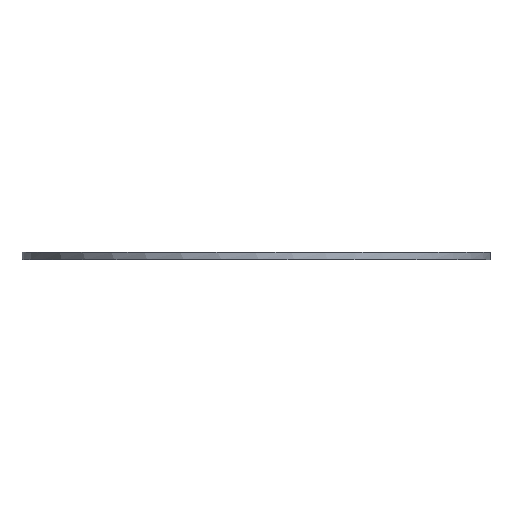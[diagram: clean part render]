
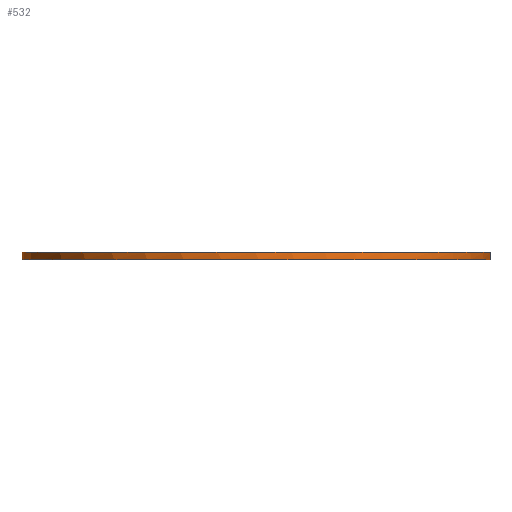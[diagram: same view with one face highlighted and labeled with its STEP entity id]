
A CAD part, front view. The second image highlights one B-rep face of the part: STEP entity #532.
In plain terms, the highlighted free-form (B-spline) face has degree [2, 1] with [9, 2] control points.
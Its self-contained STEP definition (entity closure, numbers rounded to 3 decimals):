
#21 = EDGE_CURVE('',#22,#22,#24,.T.);
#22 = VERTEX_POINT('',#23);
#23 = CARTESIAN_POINT('',(-238.243,0.,
    -3.61));
#24 = ( BOUNDED_CURVE() B_SPLINE_CURVE(2,(#25,#26,#27,#28,#29,#30,#31),
.UNSPECIFIED.,.T.,.F.) B_SPLINE_CURVE_WITH_KNOTS((3,2,2,3),(
    3.142,5.236,7.33,9.425),
.PIECEWISE_BEZIER_KNOTS.) CURVE() GEOMETRIC_REPRESENTATION_ITEM() 
RATIONAL_B_SPLINE_CURVE((1.,0.5,1.,0.5,1.,0.5,1.)) REPRESENTATION_ITEM(
  '') );
#25 = CARTESIAN_POINT('',(-238.243,0.,
    -3.61));
#26 = CARTESIAN_POINT('',(-238.243,412.649,
    -3.61));
#27 = CARTESIAN_POINT('',(119.121,206.324,
    -3.61));
#28 = CARTESIAN_POINT('',(476.486,0.,
    -3.61));
#29 = CARTESIAN_POINT('',(119.121,-206.324,
    -3.61));
#30 = CARTESIAN_POINT('',(-238.243,-412.649,
    -3.61));
#31 = CARTESIAN_POINT('',(-238.243,0.,
    -3.61));
#532 = ADVANCED_FACE('',(#533),#554,.T.);
#533 = FACE_BOUND('',#534,.T.);
#534 = EDGE_LOOP('',(#535,#547,#552,#553));
#535 = ORIENTED_EDGE('',*,*,#536,.F.);
#536 = EDGE_CURVE('',#537,#537,#539,.T.);
#537 = VERTEX_POINT('',#538);
#538 = CARTESIAN_POINT('',(-238.243,0.,
    3.61));
#539 = ( BOUNDED_CURVE() B_SPLINE_CURVE(2,(#540,#541,#542,#543,#544,#545
,#546),.UNSPECIFIED.,.T.,.F.) B_SPLINE_CURVE_WITH_KNOTS((3,2,2,3),(
    3.142,5.236,7.33,9.425),
.PIECEWISE_BEZIER_KNOTS.) CURVE() GEOMETRIC_REPRESENTATION_ITEM() 
RATIONAL_B_SPLINE_CURVE((1.,0.5,1.,0.5,1.,0.5,1.)) REPRESENTATION_ITEM(
  '') );
#540 = CARTESIAN_POINT('',(-238.243,0.,
    3.61));
#541 = CARTESIAN_POINT('',(-238.243,-412.649,
    3.61));
#542 = CARTESIAN_POINT('',(119.121,-206.324,
    3.61));
#543 = CARTESIAN_POINT('',(476.486,0.,
    3.61));
#544 = CARTESIAN_POINT('',(119.121,206.324,
    3.61));
#545 = CARTESIAN_POINT('',(-238.243,412.649,
    3.61));
#546 = CARTESIAN_POINT('',(-238.243,0.,
    3.61));
#547 = ORIENTED_EDGE('',*,*,#548,.T.);
#548 = EDGE_CURVE('',#537,#22,#549,.T.);
#549 = B_SPLINE_CURVE_WITH_KNOTS('',1,(#550,#551),.UNSPECIFIED.,.F.,.F.,
  (2,2),(-2.5,2.5),.PIECEWISE_BEZIER_KNOTS.);
#550 = CARTESIAN_POINT('',(-238.243,0.,
    3.61));
#551 = CARTESIAN_POINT('',(-238.243,0.,
    -3.61));
#552 = ORIENTED_EDGE('',*,*,#21,.F.);
#553 = ORIENTED_EDGE('',*,*,#548,.F.);
#554 = ( BOUNDED_SURFACE() B_SPLINE_SURFACE(2,1,(
    (#555,#556)
    ,(#557,#558)
    ,(#559,#560)
    ,(#561,#562)
    ,(#563,#564)
    ,(#565,#566)
    ,(#567,#568)
    ,(#569,#570)
,(#571,#572
    )),.UNSPECIFIED.,.T.,.F.,.F.) B_SPLINE_SURFACE_WITH_KNOTS((3,2,2,2,3
    ),(2,2),(-3.142,-2.094,0.,2.094,
    3.142),(-2.5,2.5),.UNSPECIFIED.) 
GEOMETRIC_REPRESENTATION_ITEM() RATIONAL_B_SPLINE_SURFACE((
    (0.75,0.75)
    ,(0.75,0.75)
    ,(1.,1.)
    ,(0.5,0.5)
    ,(1.,1.)
    ,(0.5,0.5)
    ,(1.,1.)
    ,(0.75,0.75)
,(0.75,0.75))) REPRESENTATION_ITEM('') SURFACE() );
#555 = CARTESIAN_POINT('',(-238.243,0.,-3.61));
#556 = CARTESIAN_POINT('',(-238.243,0.,3.61));
#557 = CARTESIAN_POINT('',(-238.243,-137.55,
    -3.61));
#558 = CARTESIAN_POINT('',(-238.243,-137.55,
    3.61));
#559 = CARTESIAN_POINT('',(-119.121,-206.324,
    -3.61));
#560 = CARTESIAN_POINT('',(-119.121,-206.324,
    3.61));
#561 = CARTESIAN_POINT('',(238.243,-412.649,
    -3.61));
#562 = CARTESIAN_POINT('',(238.243,-412.649,
    3.61));
#563 = CARTESIAN_POINT('',(238.243,0.,-3.61));
#564 = CARTESIAN_POINT('',(238.243,0.,3.61));
#565 = CARTESIAN_POINT('',(238.243,412.649,
    -3.61));
#566 = CARTESIAN_POINT('',(238.243,412.649,
    3.61));
#567 = CARTESIAN_POINT('',(-119.121,206.324,
    -3.61));
#568 = CARTESIAN_POINT('',(-119.121,206.324,
    3.61));
#569 = CARTESIAN_POINT('',(-238.243,137.55,
    -3.61));
#570 = CARTESIAN_POINT('',(-238.243,137.55,
    3.61));
#571 = CARTESIAN_POINT('',(-238.243,0.,-3.61));
#572 = CARTESIAN_POINT('',(-238.243,0.,3.61));
